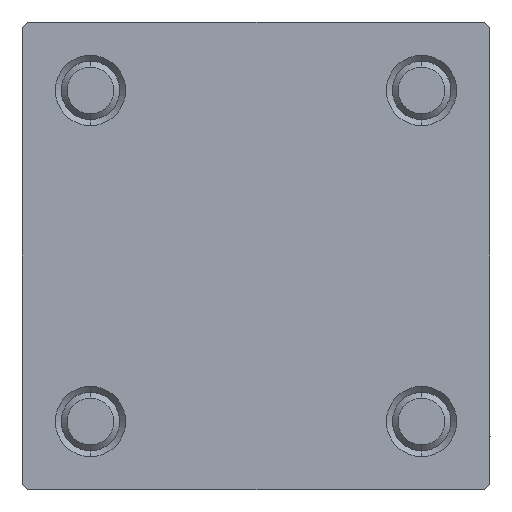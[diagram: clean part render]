
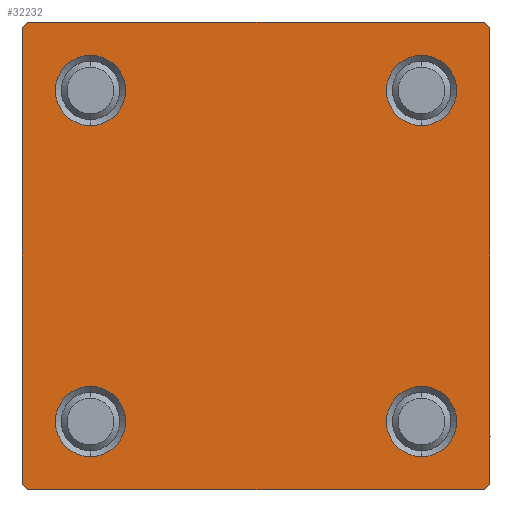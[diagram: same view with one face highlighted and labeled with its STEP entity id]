
A CAD part, left-side view. The second image highlights one B-rep face of the part: STEP entity #32232.
In plain terms, the highlighted planar face has unit normal (-1, 0, 0).
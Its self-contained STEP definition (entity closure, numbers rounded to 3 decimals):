
#273 = EDGE_CURVE ( 'NONE', #36958, #38270, #36249, .T. ) ;
#773 = CARTESIAN_POINT ( 'NONE',  ( 0., 20., 20. ) ) ;
#1646 = DIRECTION ( 'NONE',  ( 1., 0., 0. ) ) ;
#1805 = AXIS2_PLACEMENT_3D ( 'NONE', #10965, #7921, #26063 ) ;
#2002 = EDGE_CURVE ( 'NONE', #14037, #3328, #45330, .T. ) ;
#2221 = EDGE_LOOP ( 'NONE', ( #35973, #16024, #48011, #14755, #2597, #48662, #13343, #13678 ) ) ;
#2597 = ORIENTED_EDGE ( 'NONE', *, *, #48088, .F. ) ;
#3032 = FACE_BOUND ( 'NONE', #6277, .T. ) ;
#3106 = LINE ( 'NONE', #26028, #24378 ) ;
#3328 = VERTEX_POINT ( 'NONE', #33954 ) ;
#3523 = DIRECTION ( 'NONE',  ( 0., 0., 1. ) ) ;
#3600 = LINE ( 'NONE', #18974, #20076 ) ;
#3899 = DIRECTION ( 'NONE',  ( 0., 0., 1. ) ) ;
#3909 = EDGE_CURVE ( 'NONE', #25669, #9115, #14685, .T. ) ;
#4048 = LINE ( 'NONE', #773, #47819 ) ;
#4389 = DIRECTION ( 'NONE',  ( 1., 0., 0. ) ) ;
#4785 = DIRECTION ( 'NONE',  ( 0., -1., 0. ) ) ;
#4993 = VERTEX_POINT ( 'NONE', #32595 ) ;
#5666 = CARTESIAN_POINT ( 'NONE',  ( 0., -14.15, -14.15 ) ) ;
#6277 = EDGE_LOOP ( 'NONE', ( #42247, #49377 ) ) ;
#6447 = LINE ( 'NONE', #25342, #46049 ) ;
#6555 = CARTESIAN_POINT ( 'NONE',  ( 0., -19.75, -19.75 ) ) ;
#6633 = CIRCLE ( 'NONE', #31564, 3. ) ;
#7921 = DIRECTION ( 'NONE',  ( 1., 0., 0. ) ) ;
#8309 = DIRECTION ( 'NONE',  ( 1., 0., 0. ) ) ;
#9115 = VERTEX_POINT ( 'NONE', #33255 ) ;
#9577 = LINE ( 'NONE', #36515, #39666 ) ;
#9593 = AXIS2_PLACEMENT_3D ( 'NONE', #31361, #32370, #16254 ) ;
#10653 = DIRECTION ( 'NONE',  ( 1., 0., 0. ) ) ;
#10809 = AXIS2_PLACEMENT_3D ( 'NONE', #42797, #8309, #46823 ) ;
#10965 = CARTESIAN_POINT ( 'NONE',  ( 0., 14.15, 14.15 ) ) ;
#11073 = AXIS2_PLACEMENT_3D ( 'NONE', #23163, #49359, #3523 ) ;
#11849 = VERTEX_POINT ( 'NONE', #43740 ) ;
#12275 = VERTEX_POINT ( 'NONE', #28440 ) ;
#12322 = EDGE_CURVE ( 'NONE', #27882, #25681, #35730, .T. ) ;
#12589 = ORIENTED_EDGE ( 'NONE', *, *, #39742, .T. ) ;
#12771 = CIRCLE ( 'NONE', #9593, 3. ) ;
#13284 = VERTEX_POINT ( 'NONE', #32547 ) ;
#13343 = ORIENTED_EDGE ( 'NONE', *, *, #14218, .F. ) ;
#13678 = ORIENTED_EDGE ( 'NONE', *, *, #37126, .T. ) ;
#14037 = VERTEX_POINT ( 'NONE', #47910 ) ;
#14140 = FACE_BOUND ( 'NONE', #36500, .T. ) ;
#14218 = EDGE_CURVE ( 'NONE', #4993, #31614, #4048, .T. ) ;
#14220 = CARTESIAN_POINT ( 'NONE',  ( 0., 20., -20. ) ) ;
#14525 = LINE ( 'NONE', #49259, #15811 ) ;
#14594 = CARTESIAN_POINT ( 'NONE',  ( 0., -14.15, 14.15 ) ) ;
#14685 = CIRCLE ( 'NONE', #1805, 3. ) ;
#14755 = ORIENTED_EDGE ( 'NONE', *, *, #2002, .T. ) ;
#14772 = DIRECTION ( 'NONE',  ( 0., 0., -1. ) ) ;
#15575 = DIRECTION ( 'NONE',  ( 1., 0., 0. ) ) ;
#15811 = VECTOR ( 'NONE', #14772, 1000. ) ;
#15877 = EDGE_CURVE ( 'NONE', #13284, #11849, #20524, .T. ) ;
#16024 = ORIENTED_EDGE ( 'NONE', *, *, #49631, .T. ) ;
#16254 = DIRECTION ( 'NONE',  ( 0., 0., 1. ) ) ;
#17630 = DIRECTION ( 'NONE',  ( 0., -0.707, -0.707 ) ) ;
#18627 = EDGE_CURVE ( 'NONE', #45165, #44712, #14525, .T. ) ;
#18974 = CARTESIAN_POINT ( 'NONE',  ( 0., 19.75, 19.75 ) ) ;
#19930 = CIRCLE ( 'NONE', #38511, 3. ) ;
#20076 = VECTOR ( 'NONE', #34340, 1000. ) ;
#20524 = CIRCLE ( 'NONE', #22946, 3. ) ;
#20672 = CARTESIAN_POINT ( 'NONE',  ( 0., 14.15, 17.15 ) ) ;
#21006 = CARTESIAN_POINT ( 'NONE',  ( 0., -14.15, -11.15 ) ) ;
#21060 = DIRECTION ( 'NONE',  ( 0., 0., -1. ) ) ;
#21892 = VECTOR ( 'NONE', #22411, 1000. ) ;
#22058 = EDGE_CURVE ( 'NONE', #38270, #36958, #19930, .T. ) ;
#22233 = DIRECTION ( 'NONE',  ( 0., 0., 1. ) ) ;
#22252 = DIRECTION ( 'NONE',  ( 1., 0., 0. ) ) ;
#22411 = DIRECTION ( 'NONE',  ( 0., -0.707, 0.707 ) ) ;
#22422 = PLANE ( 'NONE',  #11073 ) ;
#22675 = ORIENTED_EDGE ( 'NONE', *, *, #273, .T. ) ;
#22742 = DIRECTION ( 'NONE',  ( 0., 0., 1. ) ) ;
#22946 = AXIS2_PLACEMENT_3D ( 'NONE', #14594, #15575, #38734 ) ;
#23163 = CARTESIAN_POINT ( 'NONE',  ( 0., 0., 0. ) ) ;
#23191 = VERTEX_POINT ( 'NONE', #23326 ) ;
#23326 = CARTESIAN_POINT ( 'NONE',  ( 0., -20., 19.5 ) ) ;
#24359 = CARTESIAN_POINT ( 'NONE',  ( 0., 20., -19.5 ) ) ;
#24378 = VECTOR ( 'NONE', #29807, 1000. ) ;
#25342 = CARTESIAN_POINT ( 'NONE',  ( 0., -20., 20. ) ) ;
#25411 = ORIENTED_EDGE ( 'NONE', *, *, #15877, .T. ) ;
#25513 = EDGE_CURVE ( 'NONE', #25681, #27882, #47030, .T. ) ;
#25669 = VERTEX_POINT ( 'NONE', #20672 ) ;
#25681 = VERTEX_POINT ( 'NONE', #28469 ) ;
#25709 = FACE_BOUND ( 'NONE', #27886, .T. ) ;
#26000 = CARTESIAN_POINT ( 'NONE',  ( 0., 14.15, -14.15 ) ) ;
#26028 = CARTESIAN_POINT ( 'NONE',  ( 0., -19.75, 19.75 ) ) ;
#26063 = DIRECTION ( 'NONE',  ( 0., 0., 1. ) ) ;
#26438 = FACE_OUTER_BOUND ( 'NONE', #2221, .T. ) ;
#26953 = CARTESIAN_POINT ( 'NONE',  ( 0., -14.15, -17.15 ) ) ;
#27171 = FACE_BOUND ( 'NONE', #45793, .T. ) ;
#27882 = VERTEX_POINT ( 'NONE', #45534 ) ;
#27886 = EDGE_LOOP ( 'NONE', ( #22675, #33984 ) ) ;
#28440 = CARTESIAN_POINT ( 'NONE',  ( 0., 19.5, -20. ) ) ;
#28469 = CARTESIAN_POINT ( 'NONE',  ( 0., 14.15, -17.15 ) ) ;
#29807 = DIRECTION ( 'NONE',  ( 0., 0.707, 0.707 ) ) ;
#30050 = DIRECTION ( 'NONE',  ( 0., -1., 0. ) ) ;
#31353 = CARTESIAN_POINT ( 'NONE',  ( 0., 20., 19.5 ) ) ;
#31361 = CARTESIAN_POINT ( 'NONE',  ( 0., -14.15, 14.15 ) ) ;
#31564 = AXIS2_PLACEMENT_3D ( 'NONE', #38105, #22252, #22742 ) ;
#31614 = VERTEX_POINT ( 'NONE', #44794 ) ;
#32232 = ADVANCED_FACE ( 'NONE', ( #14140, #25709, #3032, #27171, #26438 ), #22422, .T. ) ;
#32370 = DIRECTION ( 'NONE',  ( 1., 0., 0. ) ) ;
#32547 = CARTESIAN_POINT ( 'NONE',  ( 0., -14.15, 17.15 ) ) ;
#32595 = CARTESIAN_POINT ( 'NONE',  ( 0., 19.5, 20. ) ) ;
#33255 = CARTESIAN_POINT ( 'NONE',  ( 0., 14.15, 11.15 ) ) ;
#33954 = CARTESIAN_POINT ( 'NONE',  ( 0., -20., -19.5 ) ) ;
#33984 = ORIENTED_EDGE ( 'NONE', *, *, #22058, .T. ) ;
#34340 = DIRECTION ( 'NONE',  ( 0., 0.707, -0.707 ) ) ;
#35241 = ORIENTED_EDGE ( 'NONE', *, *, #48469, .T. ) ;
#35730 = CIRCLE ( 'NONE', #10809, 3. ) ;
#35973 = ORIENTED_EDGE ( 'NONE', *, *, #18627, .T. ) ;
#36249 = CIRCLE ( 'NONE', #49122, 3. ) ;
#36500 = EDGE_LOOP ( 'NONE', ( #25411, #12589 ) ) ;
#36515 = CARTESIAN_POINT ( 'NONE',  ( 0., 19.75, -19.75 ) ) ;
#36958 = VERTEX_POINT ( 'NONE', #21006 ) ;
#37126 = EDGE_CURVE ( 'NONE', #4993, #45165, #3600, .T. ) ;
#38105 = CARTESIAN_POINT ( 'NONE',  ( 0., 14.15, 14.15 ) ) ;
#38270 = VERTEX_POINT ( 'NONE', #26953 ) ;
#38511 = AXIS2_PLACEMENT_3D ( 'NONE', #5666, #1646, #43449 ) ;
#38734 = DIRECTION ( 'NONE',  ( 0., 0., 1. ) ) ;
#39666 = VECTOR ( 'NONE', #17630, 1000. ) ;
#39742 = EDGE_CURVE ( 'NONE', #11849, #13284, #12771, .T. ) ;
#42247 = ORIENTED_EDGE ( 'NONE', *, *, #12322, .T. ) ;
#42797 = CARTESIAN_POINT ( 'NONE',  ( 0., 14.15, -14.15 ) ) ;
#43449 = DIRECTION ( 'NONE',  ( 0., 0., 1. ) ) ;
#43740 = CARTESIAN_POINT ( 'NONE',  ( 0., -14.15, 11.15 ) ) ;
#44653 = AXIS2_PLACEMENT_3D ( 'NONE', #26000, #10653, #22233 ) ;
#44712 = VERTEX_POINT ( 'NONE', #24359 ) ;
#44794 = CARTESIAN_POINT ( 'NONE',  ( 0., -19.5, 20. ) ) ;
#45165 = VERTEX_POINT ( 'NONE', #31353 ) ;
#45330 = LINE ( 'NONE', #6555, #21892 ) ;
#45534 = CARTESIAN_POINT ( 'NONE',  ( 0., 14.15, -11.15 ) ) ;
#45793 = EDGE_LOOP ( 'NONE', ( #47655, #35241 ) ) ;
#46049 = VECTOR ( 'NONE', #21060, 1000. ) ;
#46086 = VECTOR ( 'NONE', #30050, 1000. ) ;
#46199 = CARTESIAN_POINT ( 'NONE',  ( 0., -14.15, -14.15 ) ) ;
#46823 = DIRECTION ( 'NONE',  ( 0., 0., 1. ) ) ;
#47030 = CIRCLE ( 'NONE', #44653, 3. ) ;
#47655 = ORIENTED_EDGE ( 'NONE', *, *, #3909, .T. ) ;
#47819 = VECTOR ( 'NONE', #4785, 1000. ) ;
#47910 = CARTESIAN_POINT ( 'NONE',  ( 0., -19.5, -20. ) ) ;
#48011 = ORIENTED_EDGE ( 'NONE', *, *, #49290, .T. ) ;
#48088 = EDGE_CURVE ( 'NONE', #23191, #3328, #6447, .T. ) ;
#48469 = EDGE_CURVE ( 'NONE', #9115, #25669, #6633, .T. ) ;
#48662 = ORIENTED_EDGE ( 'NONE', *, *, #49229, .T. ) ;
#49122 = AXIS2_PLACEMENT_3D ( 'NONE', #46199, #4389, #3899 ) ;
#49191 = LINE ( 'NONE', #14220, #46086 ) ;
#49229 = EDGE_CURVE ( 'NONE', #23191, #31614, #3106, .T. ) ;
#49259 = CARTESIAN_POINT ( 'NONE',  ( 0., 20., 20. ) ) ;
#49290 = EDGE_CURVE ( 'NONE', #12275, #14037, #49191, .T. ) ;
#49359 = DIRECTION ( 'NONE',  ( -1., 0., 0. ) ) ;
#49377 = ORIENTED_EDGE ( 'NONE', *, *, #25513, .T. ) ;
#49631 = EDGE_CURVE ( 'NONE', #44712, #12275, #9577, .T. ) ;
